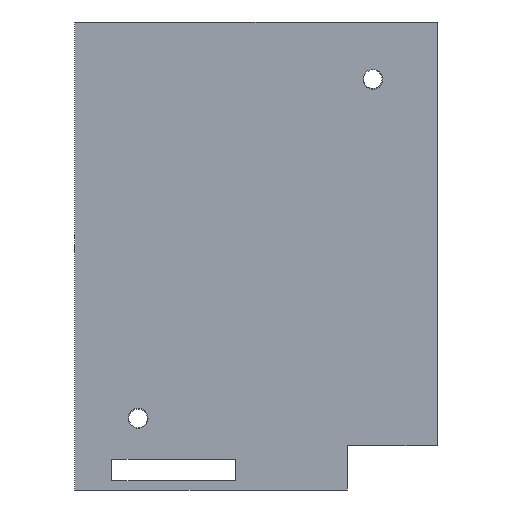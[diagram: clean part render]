
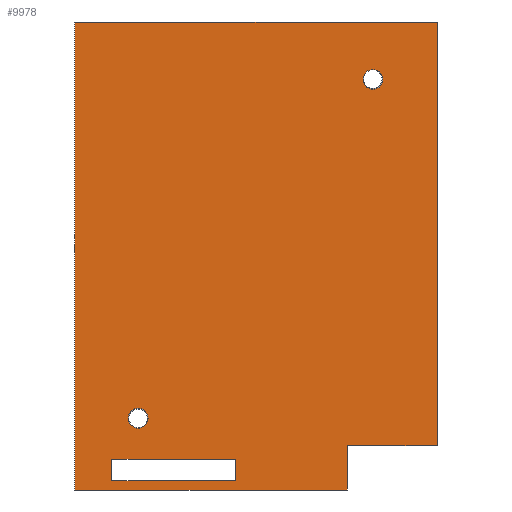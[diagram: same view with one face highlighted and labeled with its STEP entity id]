
A CAD part, front view. The second image highlights one B-rep face of the part: STEP entity #9978.
In plain terms, the highlighted planar face has unit normal (0, -1, 0).
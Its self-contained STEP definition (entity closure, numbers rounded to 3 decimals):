
#312=FACE_BOUND('',#2077,.T.);
#313=FACE_BOUND('',#2078,.T.);
#314=FACE_BOUND('',#2079,.T.);
#665=CIRCLE('',#10981,1.6);
#666=CIRCLE('',#10983,1.6);
#1360=FACE_OUTER_BOUND('',#2076,.T.);
#2076=EDGE_LOOP('',(#8603,#8604,#8605,#8606,#8607,#8608));
#2077=EDGE_LOOP('',(#8609));
#2078=EDGE_LOOP('',(#8610));
#2079=EDGE_LOOP('',(#8611,#8612,#8613,#8614));
#2989=LINE('',#16771,#3919);
#2991=LINE('',#16775,#3921);
#2993=LINE('',#16779,#3923);
#2995=LINE('',#16782,#3925);
#2999=LINE('',#16795,#3929);
#3001=LINE('',#16799,#3931);
#3003=LINE('',#16803,#3933);
#3005=LINE('',#16807,#3935);
#3007=LINE('',#16811,#3937);
#3009=LINE('',#16814,#3939);
#3919=VECTOR('',#13705,10.);
#3921=VECTOR('',#13709,10.);
#3923=VECTOR('',#13713,10.);
#3925=VECTOR('',#13717,10.);
#3929=VECTOR('',#13731,10.);
#3931=VECTOR('',#13735,10.);
#3933=VECTOR('',#13739,10.);
#3935=VECTOR('',#13743,10.);
#3937=VECTOR('',#13747,10.);
#3939=VECTOR('',#13751,10.);
#4751=VERTEX_POINT('',#16768);
#4752=VERTEX_POINT('',#16770);
#4753=VERTEX_POINT('',#16774);
#4754=VERTEX_POINT('',#16778);
#4755=VERTEX_POINT('',#16784);
#4756=VERTEX_POINT('',#16788);
#4757=VERTEX_POINT('',#16792);
#4758=VERTEX_POINT('',#16794);
#4759=VERTEX_POINT('',#16798);
#4760=VERTEX_POINT('',#16802);
#4761=VERTEX_POINT('',#16806);
#4762=VERTEX_POINT('',#16810);
#6024=EDGE_CURVE('',#4752,#4751,#2989,.T.);
#6026=EDGE_CURVE('',#4753,#4752,#2991,.T.);
#6028=EDGE_CURVE('',#4754,#4753,#2993,.T.);
#6030=EDGE_CURVE('',#4751,#4754,#2995,.T.);
#6031=EDGE_CURVE('',#4755,#4755,#665,.T.);
#6033=EDGE_CURVE('',#4756,#4756,#666,.T.);
#6036=EDGE_CURVE('',#4758,#4757,#2999,.T.);
#6038=EDGE_CURVE('',#4759,#4758,#3001,.T.);
#6040=EDGE_CURVE('',#4760,#4759,#3003,.T.);
#6042=EDGE_CURVE('',#4761,#4760,#3005,.T.);
#6044=EDGE_CURVE('',#4762,#4761,#3007,.T.);
#6046=EDGE_CURVE('',#4757,#4762,#3009,.T.);
#8603=ORIENTED_EDGE('',*,*,#6046,.T.);
#8604=ORIENTED_EDGE('',*,*,#6044,.T.);
#8605=ORIENTED_EDGE('',*,*,#6042,.T.);
#8606=ORIENTED_EDGE('',*,*,#6040,.T.);
#8607=ORIENTED_EDGE('',*,*,#6038,.T.);
#8608=ORIENTED_EDGE('',*,*,#6036,.T.);
#8609=ORIENTED_EDGE('',*,*,#6033,.T.);
#8610=ORIENTED_EDGE('',*,*,#6031,.T.);
#8611=ORIENTED_EDGE('',*,*,#6030,.T.);
#8612=ORIENTED_EDGE('',*,*,#6028,.T.);
#8613=ORIENTED_EDGE('',*,*,#6026,.T.);
#8614=ORIENTED_EDGE('',*,*,#6024,.T.);
#8969=PLANE('',#10990);
#9978=ADVANCED_FACE('',(#1360,#312,#313,#314),#8969,.F.);
#10981=AXIS2_PLACEMENT_3D('',#16785,#13720,#13721);
#10983=AXIS2_PLACEMENT_3D('',#16789,#13725,#13726);
#10990=AXIS2_PLACEMENT_3D('',#16815,#13752,#13753);
#13705=DIRECTION('',(0.,0.,1.));
#13709=DIRECTION('',(-1.,0.,0.));
#13713=DIRECTION('',(0.,0.,-1.));
#13717=DIRECTION('',(1.,0.,0.));
#13720=DIRECTION('center_axis',(0.,1.,0.));
#13721=DIRECTION('ref_axis',(1.,0.,0.));
#13725=DIRECTION('center_axis',(0.,1.,0.));
#13726=DIRECTION('ref_axis',(1.,0.,0.));
#13731=DIRECTION('',(0.,0.,-1.));
#13735=DIRECTION('',(-1.,0.,0.));
#13739=DIRECTION('',(0.,0.,1.));
#13743=DIRECTION('',(1.,0.,0.));
#13747=DIRECTION('',(0.,0.,1.));
#13751=DIRECTION('',(1.,0.,0.));
#13752=DIRECTION('center_axis',(0.,1.,0.));
#13753=DIRECTION('ref_axis',(1.,0.,0.));
#16768=CARTESIAN_POINT('',(6.,-3.,-70.5));
#16770=CARTESIAN_POINT('',(6.,-3.,-74.));
#16771=CARTESIAN_POINT('',(6.,-3.,-70.5));
#16774=CARTESIAN_POINT('',(26.,-3.,-74.));
#16775=CARTESIAN_POINT('',(6.,-3.,-74.));
#16778=CARTESIAN_POINT('',(26.,-3.,-70.5));
#16779=CARTESIAN_POINT('',(26.,-3.,-74.));
#16782=CARTESIAN_POINT('',(26.,-3.,-70.5));
#16784=CARTESIAN_POINT('',(8.649,-3.,-63.936));
#16785=CARTESIAN_POINT('Origin',(10.249,-3.,-63.936));
#16788=CARTESIAN_POINT('',(46.515,-3.,-9.261));
#16789=CARTESIAN_POINT('Origin',(48.115,-3.,-9.261));
#16792=CARTESIAN_POINT('',(0.,-3.,-75.5));
#16794=CARTESIAN_POINT('',(0.,-3.,0.));
#16795=CARTESIAN_POINT('',(0.,-3.,-75.5));
#16798=CARTESIAN_POINT('',(58.5,-3.,0.));
#16799=CARTESIAN_POINT('',(0.,-3.,0.));
#16802=CARTESIAN_POINT('',(58.5,-3.,-68.4));
#16803=CARTESIAN_POINT('',(58.5,-3.,0.));
#16806=CARTESIAN_POINT('',(44.,-3.,-68.4));
#16807=CARTESIAN_POINT('',(44.,-3.,-68.4));
#16810=CARTESIAN_POINT('',(44.,-3.,-75.5));
#16811=CARTESIAN_POINT('',(44.,-3.,-75.5));
#16814=CARTESIAN_POINT('',(58.5,-3.,-75.5));
#16815=CARTESIAN_POINT('Origin',(29.25,-3.,-37.75));
